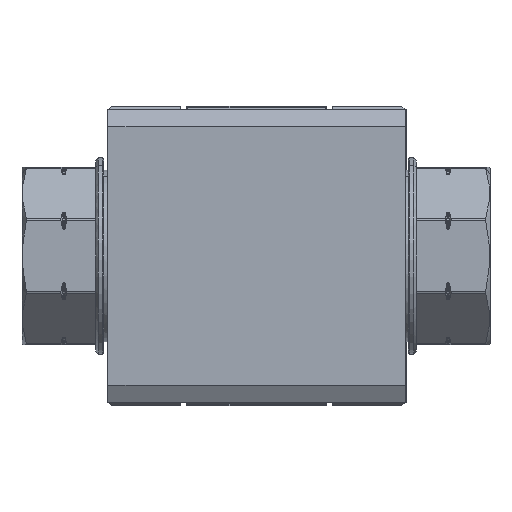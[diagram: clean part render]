
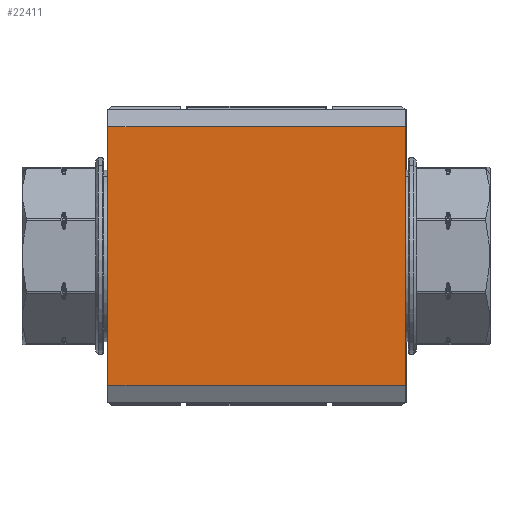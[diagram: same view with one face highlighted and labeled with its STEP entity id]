
A CAD part, front view. The second image highlights one B-rep face of the part: STEP entity #22411.
In plain terms, the highlighted planar face has unit normal (0, -1, 0).
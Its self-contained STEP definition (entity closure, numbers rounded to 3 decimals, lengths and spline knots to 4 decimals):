
#2336 = CARTESIAN_POINT ( 'NONE',  ( 1.1909, -1.2795, 1.0368 ) ) ;
#2833 = ORIENTED_EDGE ( 'NONE', *, *, #15525, .T. ) ;
#3412 = LINE ( 'NONE', #10384, #38685 ) ;
#7417 = FACE_OUTER_BOUND ( 'NONE', #32277, .T. ) ;
#7712 = EDGE_CURVE ( 'NONE', #32508, #8293, #3412, .T. ) ;
#7809 = ORIENTED_EDGE ( 'NONE', *, *, #35717, .T. ) ;
#8112 = CARTESIAN_POINT ( 'NONE',  ( -1.1909, -1.2795, 0. ) ) ;
#8293 = VERTEX_POINT ( 'NONE', #9342 ) ;
#8400 = VERTEX_POINT ( 'NONE', #40559 ) ;
#8920 = AXIS2_PLACEMENT_3D ( 'NONE', #21109, #35073, #42462 ) ;
#9232 = ORIENTED_EDGE ( 'NONE', *, *, #37968, .F. ) ;
#9342 = CARTESIAN_POINT ( 'NONE',  ( 1.1909, -1.2795, -1.0368 ) ) ;
#10019 = VECTOR ( 'NONE', #21575, 39.3701 ) ;
#10384 = CARTESIAN_POINT ( 'NONE',  ( 1.1909, -1.2795, 0. ) ) ;
#15525 = EDGE_CURVE ( 'NONE', #24915, #8293, #18658, .T. ) ;
#18444 = LINE ( 'NONE', #8112, #18935 ) ;
#18658 = LINE ( 'NONE', #25178, #10019 ) ;
#18935 = VECTOR ( 'NONE', #25402, 39.3701 ) ;
#21109 = CARTESIAN_POINT ( 'NONE',  ( 1.1909, -1.2795, 1.0368 ) ) ;
#21575 = DIRECTION ( 'NONE',  ( 1., 0., 0. ) ) ;
#22411 = ADVANCED_FACE ( 'NONE', ( #7417 ), #28958, .F. ) ;
#23641 = LINE ( 'NONE', #2336, #25038 ) ;
#24485 = CARTESIAN_POINT ( 'NONE',  ( -1.1909, -1.2795, -1.0368 ) ) ;
#24915 = VERTEX_POINT ( 'NONE', #24485 ) ;
#25038 = VECTOR ( 'NONE', #33993, 39.3701 ) ;
#25178 = CARTESIAN_POINT ( 'NONE',  ( 1.1909, -1.2795, -1.0368 ) ) ;
#25402 = DIRECTION ( 'NONE',  ( 0., 0., -1. ) ) ;
#26564 = DIRECTION ( 'NONE',  ( 0., 0., -1. ) ) ;
#28958 = PLANE ( 'NONE',  #8920 ) ;
#29170 = ORIENTED_EDGE ( 'NONE', *, *, #7712, .F. ) ;
#32277 = EDGE_LOOP ( 'NONE', ( #2833, #29170, #9232, #7809 ) ) ;
#32508 = VERTEX_POINT ( 'NONE', #42397 ) ;
#33993 = DIRECTION ( 'NONE',  ( 1., 0., 0. ) ) ;
#35073 = DIRECTION ( 'NONE',  ( 0., 1., 0. ) ) ;
#35717 = EDGE_CURVE ( 'NONE', #8400, #24915, #18444, .T. ) ;
#37968 = EDGE_CURVE ( 'NONE', #8400, #32508, #23641, .T. ) ;
#38685 = VECTOR ( 'NONE', #26564, 39.3701 ) ;
#40559 = CARTESIAN_POINT ( 'NONE',  ( -1.1909, -1.2795, 1.0368 ) ) ;
#42397 = CARTESIAN_POINT ( 'NONE',  ( 1.1909, -1.2795, 1.0368 ) ) ;
#42462 = DIRECTION ( 'NONE',  ( 0., 0., 1. ) ) ;
